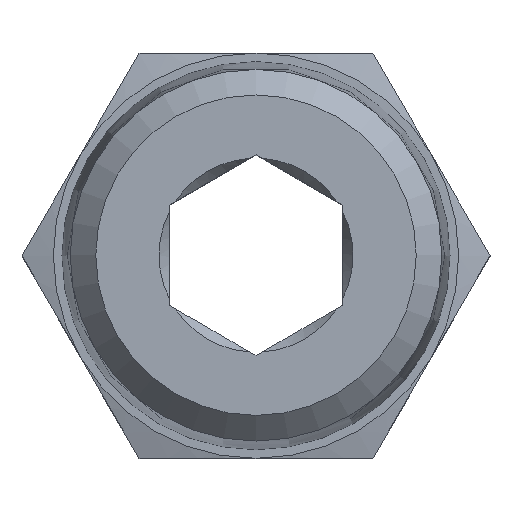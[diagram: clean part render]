
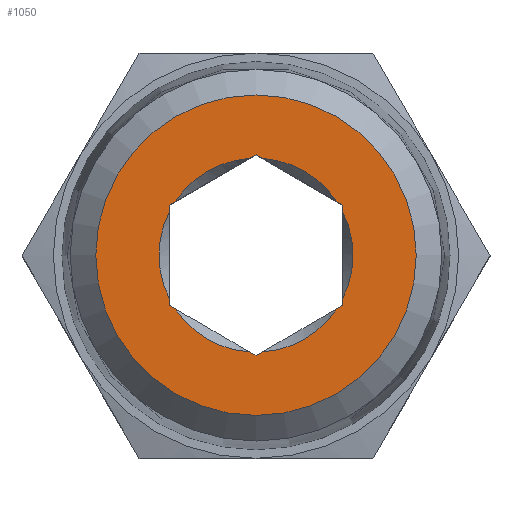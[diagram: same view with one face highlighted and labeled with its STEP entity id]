
A CAD part, top view. The second image highlights one B-rep face of the part: STEP entity #1050.
In plain terms, the highlighted planar face has unit normal (0, 0, 1).
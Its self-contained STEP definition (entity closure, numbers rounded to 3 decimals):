
#29=LINE('',#1580,#59);
#30=LINE('',#1582,#60);
#31=LINE('',#1583,#61);
#32=LINE('',#1585,#62);
#33=LINE('',#1589,#63);
#34=LINE('',#1591,#64);
#35=LINE('',#1592,#65);
#36=LINE('',#1594,#66);
#37=LINE('',#1595,#67);
#38=LINE('',#1597,#68);
#39=LINE('',#1598,#69);
#40=LINE('',#1600,#70);
#59=VECTOR('',#1260,1000.);
#60=VECTOR('',#1261,1000.);
#61=VECTOR('',#1262,1000.);
#62=VECTOR('',#1263,1000.);
#63=VECTOR('',#1266,1000.);
#64=VECTOR('',#1267,1000.);
#65=VECTOR('',#1268,1000.);
#66=VECTOR('',#1269,1000.);
#67=VECTOR('',#1270,1000.);
#68=VECTOR('',#1271,1000.);
#69=VECTOR('',#1272,1000.);
#70=VECTOR('',#1273,1000.);
#91=PLANE('',#1122);
#106=CIRCLE('',#1081,3.35);
#107=CIRCLE('',#1083,3.35);
#108=CIRCLE('',#1085,3.35);
#109=CIRCLE('',#1087,3.35);
#110=CIRCLE('',#1089,3.35);
#124=CIRCLE('',#1123,5.535);
#125=CIRCLE('',#1124,3.35);
#224=ORIENTED_EDGE('',*,*,#384,.F.);
#225=ORIENTED_EDGE('',*,*,#385,.F.);
#226=ORIENTED_EDGE('',*,*,#386,.F.);
#227=ORIENTED_EDGE('',*,*,#332,.T.);
#228=ORIENTED_EDGE('',*,*,#387,.F.);
#229=ORIENTED_EDGE('',*,*,#388,.F.);
#230=ORIENTED_EDGE('',*,*,#389,.T.);
#231=ORIENTED_EDGE('',*,*,#390,.F.);
#232=ORIENTED_EDGE('',*,*,#391,.F.);
#233=ORIENTED_EDGE('',*,*,#340,.T.);
#234=ORIENTED_EDGE('',*,*,#392,.F.);
#235=ORIENTED_EDGE('',*,*,#393,.F.);
#236=ORIENTED_EDGE('',*,*,#338,.T.);
#237=ORIENTED_EDGE('',*,*,#394,.F.);
#238=ORIENTED_EDGE('',*,*,#395,.F.);
#239=ORIENTED_EDGE('',*,*,#336,.T.);
#240=ORIENTED_EDGE('',*,*,#396,.F.);
#241=ORIENTED_EDGE('',*,*,#397,.F.);
#242=ORIENTED_EDGE('',*,*,#334,.T.);
#332=EDGE_CURVE('',#427,#426,#106,.T.);
#334=EDGE_CURVE('',#429,#428,#107,.T.);
#336=EDGE_CURVE('',#431,#430,#108,.T.);
#338=EDGE_CURVE('',#433,#432,#109,.T.);
#340=EDGE_CURVE('',#435,#434,#110,.T.);
#384=EDGE_CURVE('',#467,#467,#124,.T.);
#385=EDGE_CURVE('',#468,#428,#29,.T.);
#386=EDGE_CURVE('',#427,#468,#30,.T.);
#387=EDGE_CURVE('',#469,#426,#31,.T.);
#388=EDGE_CURVE('',#470,#469,#32,.T.);
#389=EDGE_CURVE('',#470,#471,#125,.T.);
#390=EDGE_CURVE('',#472,#471,#33,.T.);
#391=EDGE_CURVE('',#435,#472,#34,.T.);
#392=EDGE_CURVE('',#473,#434,#35,.T.);
#393=EDGE_CURVE('',#433,#473,#36,.T.);
#394=EDGE_CURVE('',#474,#432,#37,.T.);
#395=EDGE_CURVE('',#431,#474,#38,.T.);
#396=EDGE_CURVE('',#475,#430,#39,.T.);
#397=EDGE_CURVE('',#429,#475,#40,.T.);
#426=VERTEX_POINT('',#1372);
#427=VERTEX_POINT('',#1373);
#428=VERTEX_POINT('',#1381);
#429=VERTEX_POINT('',#1382);
#430=VERTEX_POINT('',#1390);
#431=VERTEX_POINT('',#1391);
#432=VERTEX_POINT('',#1400);
#433=VERTEX_POINT('',#1401);
#434=VERTEX_POINT('',#1409);
#435=VERTEX_POINT('',#1410);
#467=VERTEX_POINT('',#1579);
#468=VERTEX_POINT('',#1581);
#469=VERTEX_POINT('',#1584);
#470=VERTEX_POINT('',#1586);
#471=VERTEX_POINT('',#1588);
#472=VERTEX_POINT('',#1590);
#473=VERTEX_POINT('',#1593);
#474=VERTEX_POINT('',#1596);
#475=VERTEX_POINT('',#1599);
#552=EDGE_LOOP('',(#224));
#553=EDGE_LOOP('',(#225,#226,#227,#228,#229,#230,#231,#232,#233,#234,#235,
#236,#237,#238,#239,#240,#241,#242));
#620=FACE_BOUND('',#552,.T.);
#621=FACE_BOUND('',#553,.T.);
#1050=ADVANCED_FACE('',(#620,#621),#91,.F.);
#1081=AXIS2_PLACEMENT_3D('',#1374,#1168,#1169);
#1083=AXIS2_PLACEMENT_3D('',#1383,#1172,#1173);
#1085=AXIS2_PLACEMENT_3D('',#1392,#1176,#1177);
#1087=AXIS2_PLACEMENT_3D('',#1402,#1180,#1181);
#1089=AXIS2_PLACEMENT_3D('',#1411,#1184,#1185);
#1122=AXIS2_PLACEMENT_3D('',#1577,#1256,#1257);
#1123=AXIS2_PLACEMENT_3D('',#1578,#1258,#1259);
#1124=AXIS2_PLACEMENT_3D('',#1587,#1264,#1265);
#1168=DIRECTION('',(0.,0.,-1.));
#1169=DIRECTION('',(-1.,0.,0.));
#1172=DIRECTION('',(0.,0.,-1.));
#1173=DIRECTION('',(-1.,0.,0.));
#1176=DIRECTION('',(0.,0.,-1.));
#1177=DIRECTION('',(-1.,0.,0.));
#1180=DIRECTION('',(0.,0.,-1.));
#1181=DIRECTION('',(-1.,0.,0.));
#1184=DIRECTION('',(0.,0.,-1.));
#1185=DIRECTION('',(-1.,0.,0.));
#1256=DIRECTION('',(0.,0.,-1.));
#1257=DIRECTION('',(-1.,0.,0.));
#1258=DIRECTION('',(0.,0.,-1.));
#1259=DIRECTION('',(-1.,0.,0.));
#1260=DIRECTION('',(0.866,-0.5,0.));
#1261=DIRECTION('',(0.,-1.,0.));
#1262=DIRECTION('',(0.,-1.,0.));
#1263=DIRECTION('',(-0.866,-0.5,0.));
#1264=DIRECTION('',(0.,0.,-1.));
#1265=DIRECTION('',(-1.,0.,0.));
#1266=DIRECTION('',(-0.866,-0.5,0.));
#1267=DIRECTION('',(-0.866,0.5,0.));
#1268=DIRECTION('',(-0.866,0.5,0.));
#1269=DIRECTION('',(0.,1.,0.));
#1270=DIRECTION('',(0.,1.,0.));
#1271=DIRECTION('',(0.866,0.5,0.));
#1272=DIRECTION('',(0.866,0.5,0.));
#1273=DIRECTION('',(0.866,-0.5,0.));
#1372=CARTESIAN_POINT('',(-3.,1.491,10.));
#1373=CARTESIAN_POINT('',(-3.,-1.491,10.));
#1374=CARTESIAN_POINT('',(0.,0.,10.));
#1381=CARTESIAN_POINT('',(-2.791,-1.853,10.));
#1382=CARTESIAN_POINT('',(-0.209,-3.344,10.));
#1383=CARTESIAN_POINT('',(0.,0.,10.));
#1390=CARTESIAN_POINT('',(0.209,-3.344,10.));
#1391=CARTESIAN_POINT('',(2.791,-1.853,10.));
#1392=CARTESIAN_POINT('',(0.,0.,10.));
#1400=CARTESIAN_POINT('',(3.,-1.491,10.));
#1401=CARTESIAN_POINT('',(3.,1.491,10.));
#1402=CARTESIAN_POINT('',(0.,0.,10.));
#1409=CARTESIAN_POINT('',(2.791,1.853,10.));
#1410=CARTESIAN_POINT('',(0.209,3.344,10.));
#1411=CARTESIAN_POINT('',(0.,0.,10.));
#1577=CARTESIAN_POINT('',(0.,0.,10.));
#1578=CARTESIAN_POINT('',(0.,0.,10.));
#1579=CARTESIAN_POINT('',(-5.535,0.,10.));
#1580=CARTESIAN_POINT('',(-3.,-1.732,10.));
#1581=CARTESIAN_POINT('',(-3.,-1.732,10.));
#1582=CARTESIAN_POINT('',(-3.,1.732,10.));
#1583=CARTESIAN_POINT('',(-3.,1.732,10.));
#1584=CARTESIAN_POINT('',(-3.,1.732,10.));
#1585=CARTESIAN_POINT('',(0.,3.464,10.));
#1586=CARTESIAN_POINT('',(-2.791,1.853,10.));
#1587=CARTESIAN_POINT('',(0.,0.,10.));
#1588=CARTESIAN_POINT('',(-0.209,3.344,10.));
#1589=CARTESIAN_POINT('',(0.,3.464,10.));
#1590=CARTESIAN_POINT('',(0.,3.464,10.));
#1591=CARTESIAN_POINT('',(3.,1.732,10.));
#1592=CARTESIAN_POINT('',(3.,1.732,10.));
#1593=CARTESIAN_POINT('',(3.,1.732,10.));
#1594=CARTESIAN_POINT('',(3.,-1.732,10.));
#1595=CARTESIAN_POINT('',(3.,-1.732,10.));
#1596=CARTESIAN_POINT('',(3.,-1.732,10.));
#1597=CARTESIAN_POINT('',(0.,-3.464,10.));
#1598=CARTESIAN_POINT('',(0.,-3.464,10.));
#1599=CARTESIAN_POINT('',(0.,-3.464,10.));
#1600=CARTESIAN_POINT('',(-3.,-1.732,10.));
